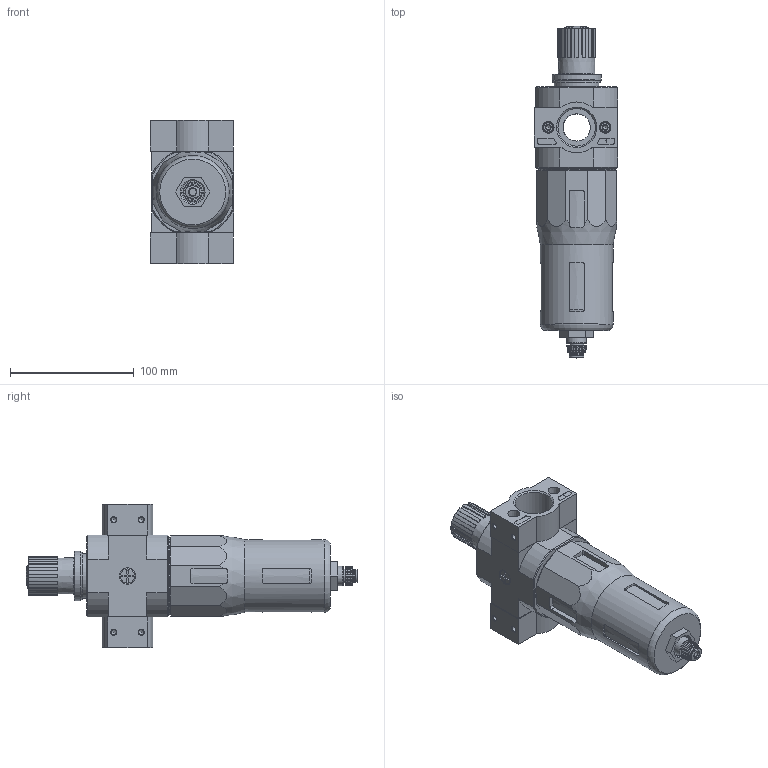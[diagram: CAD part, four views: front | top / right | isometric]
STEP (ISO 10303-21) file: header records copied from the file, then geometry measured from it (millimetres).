
FILE_DESCRIPTION(/* description */ ('STEP AP214'),/* implementation_level */ '2;1');
FILE_NAME(/* name */ '192629_LFR-1-D-5M-O-MAXI-A',/* time_stamp */ '2024-09-03T20:45:58+02:00',/* author */ ('License CC BY-ND 4.0'),/* organization */ ('CADENAS'),/* preprocessor_version */ 'ST-DEVELOPER v19.3',/* originating_system */ 'PARTsolutions',/* authorisation */ ' ');
FILE_SCHEMA (('AUTOMOTIVE_DESIGN {1 0 10303 214 3 1 1}'));
Length unit declared in the file: millimetre
Products named in the file (9): 192629 LFR-1-D-5M-O-MAXI-A---(0); 127318 LFR-D-5M-MAXI-A--(0); 380315 PBL-1-D-MAXI-R---(0) p1; DIN-912 - M5x20(F); 380313 PBL-1-D-MAXI-L---(1) p1; 398011 LRVS-D-MINI; 125696 LR/LFR-D-MAXI; 373846 LR-MIDI; 526489 MS4-LFR-V
Assembly tree (11 placements, depth 2):
  192629 LFR-1-D-5M-O-MAXI-A---(0)
    127318 LFR-D-5M-MAXI-A--(0)
    380315 PBL-1-D-MAXI-R---(0) p1
    DIN-912 - M5x20(F)  x4
    380313 PBL-1-D-MAXI-L---(1) p1
    398011 LRVS-D-MINI
    125696 LR/LFR-D-MAXI
    373846 LR-MIDI
    526489 MS4-LFR-V
Bounding box: 67.1 x 268.22 x 116 mm (x, y, z)
Volume: 737664 mm3; surface area: 99160.3 mm2
Topology: 11 solids, 12 shells, 617 faces, 1486 edges, 943 vertices
Faces by surface type: plane 322, cylinder 149, cone 108, torus 33, sphere 5
Full cylindrical faces by diameter (mm): 2 x1, 4.134 x8, 4.2 x1, 5 x4, 6 x1, 6.3 x1, 8.5 x4, 9.5 x1, 9.6 x1, 11 x1, 11.2 x1, 11.4 x1, 11.445 x2, 11.6 x1, 11.8 x1, 13.157 x2, 15.8 x1, 18 x1, 22 x3, 24.9 x1, 26.9 x1, 30 x2, 30.291 x2, 34.16 x1, 34.376 x1, 36 x1, 38.5 x1, 39.8 x1, 58.8 x1, 59 x1
Entity records: 18075 total; most frequent: CARTESIAN_POINT 3224, DIRECTION 2564, ORIENTED_EDGE 2350, EDGE_CURVE 1175, AXIS2_PLACEMENT_3D 1014, VERTEX_POINT 844, FACE_BOUND 741, EDGE_LOOP 732
